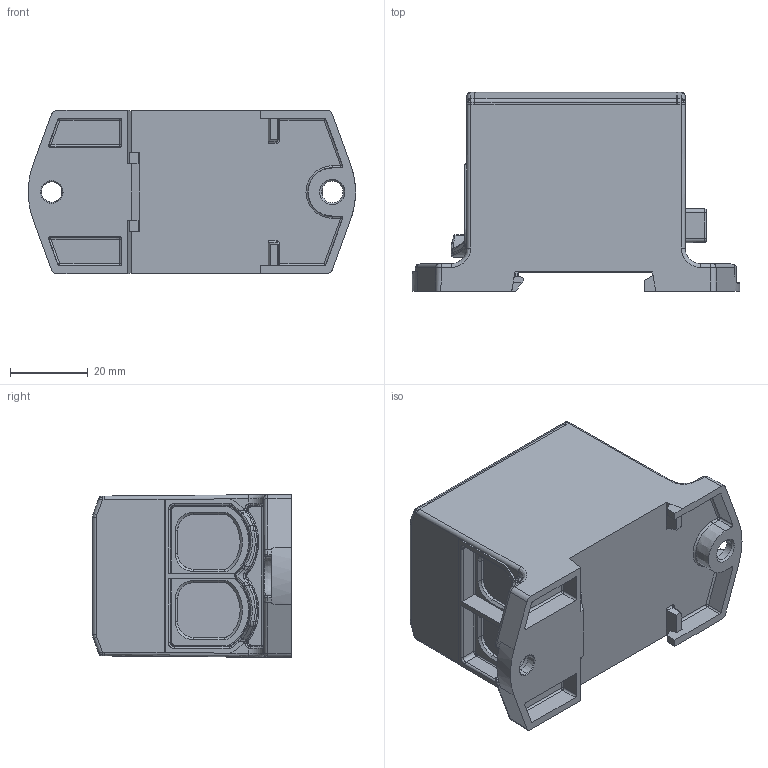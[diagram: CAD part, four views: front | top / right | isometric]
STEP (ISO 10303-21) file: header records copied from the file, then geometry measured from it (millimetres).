
FILE_DESCRIPTION(('Creo Elements/Direct Modeling STEP Export'),'2;1');
FILE_NAME('VC05-0387_OTL 2x95 FBB Grey.stp','2023-03-02T14:01:18',(''),(''),'Creo Elements/Direct Modeling STEP processor for AP214 (Solid Model)','Creo Elements/Direct Modeling 20.1D 10-Oct-2020 (C) Parametric Technology GmbH','');
FILE_SCHEMA(('AUTOMOTIVE_DESIGN { 1 0 10303 214 1 1 1 1 }'));
Products named in the file (1): Kotelo_OTL_2x95L
Bounding box: 83.95 x 51 x 41.84 mm (x, y, z)
Volume: 105107.7 mm3; surface area: 21299.3 mm2
Topology: 1 solids, 1 shells, 1849 faces, 5111 edges, 3308 vertices
Faces by surface type: plane 1388, cylinder 226, bspline 175, cone 39, torus 18, sphere 3
Entity records: 74954 total; most frequent: CARTESIAN_POINT 29810, ORIENTED_EDGE 10204, DIRECTION 8101, EDGE_CURVE 5102, VECTOR 4165, LINE 4165, VERTEX_POINT 3308, AXIS2_PLACEMENT_3D 1968
